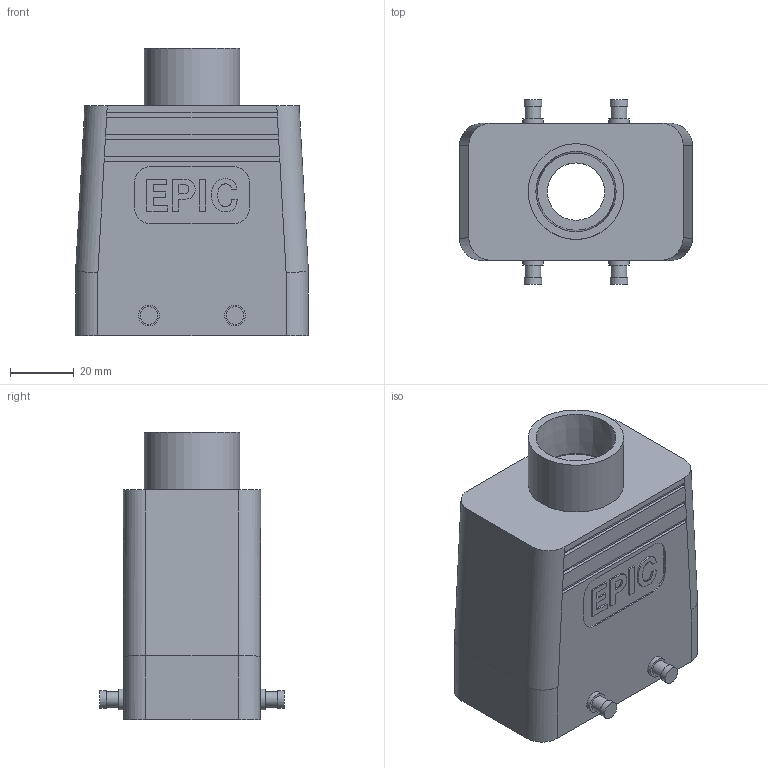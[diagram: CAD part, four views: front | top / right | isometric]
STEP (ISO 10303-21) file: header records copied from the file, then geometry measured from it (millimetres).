
FILE_DESCRIPTION( ( 'Unknown' ), '1' );
FILE_NAME( 'H_B_10_TGH_NPT_34.stp', 'Unknown', ( 'Unknown' ), ( 'Unknown' ), 'PSStep 11.0', 'Unknown', ' ' );
FILE_SCHEMA( ( 'AUTOMOTIVE_DESIGN { 1 0 10303 214 1 1 1 1 }' ) );
Length unit declared in the file: millimetre
Products named in the file (1): 1
Bounding box: 73 x 57.8 x 90 mm (x, y, z)
Volume: 74131.2 mm3; surface area: 40893.1 mm2
Topology: 1 solids, 1 shells, 165 faces, 388 edges, 250 vertices
Faces by surface type: plane 121, cylinder 39, extrusion 4, cone 1
Full cylindrical faces by diameter (mm): 2.459 x4, 4.9 x4, 5.5 x4, 6.5 x4, 18 x1, 24.239 x1, 30 x1
Entity records: 6096 total; most frequent: CARTESIAN_POINT 1092, ORIENTED_EDGE 730, DIRECTION 720, EDGE_CURVE 365, VERTEX_POINT 247, AXIS2_PLACEMENT_3D 241, VECTOR 238, LINE 234
